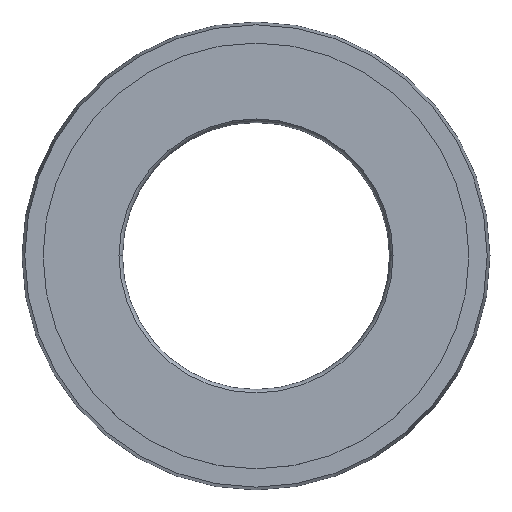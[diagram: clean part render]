
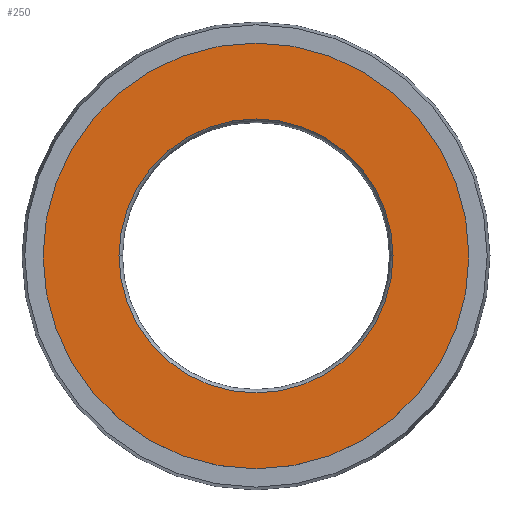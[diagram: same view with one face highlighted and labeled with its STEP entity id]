
A CAD part, top view. The second image highlights one B-rep face of the part: STEP entity #250.
In plain terms, the highlighted planar face has unit normal (0, 0, 1).
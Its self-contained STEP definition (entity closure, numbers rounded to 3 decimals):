
#3 = EDGE_CURVE ( 'NONE', #195, #377, #168, .T. ) ;
#18 = CARTESIAN_POINT ( 'NONE',  ( 15.15, 0., 0. ) ) ;
#29 = AXIS2_PLACEMENT_3D ( 'NONE', #395, #638, #442 ) ;
#31 = ORIENTED_EDGE ( 'NONE', *, *, #527, .T. ) ;
#34 = CARTESIAN_POINT ( 'NONE',  ( -9.75, 0., 0. ) ) ;
#62 = CARTESIAN_POINT ( 'NONE',  ( 0., 0., 0. ) ) ;
#74 = CIRCLE ( 'NONE', #97, 9.75 ) ;
#84 = ORIENTED_EDGE ( 'NONE', *, *, #3, .F. ) ;
#97 = AXIS2_PLACEMENT_3D ( 'NONE', #199, #343, #401 ) ;
#107 = FACE_BOUND ( 'NONE', #138, .T. ) ;
#138 = EDGE_LOOP ( 'NONE', ( #84, #523 ) ) ;
#159 = ORIENTED_EDGE ( 'NONE', *, *, #323, .T. ) ;
#168 = CIRCLE ( 'NONE', #219, 9.75 ) ;
#195 = VERTEX_POINT ( 'NONE', #506 ) ;
#199 = CARTESIAN_POINT ( 'NONE',  ( 0., 0., 0. ) ) ;
#206 = CARTESIAN_POINT ( 'NONE',  ( 0., 0., 0. ) ) ;
#212 = DIRECTION ( 'NONE',  ( 1., 0., 0. ) ) ;
#214 = DIRECTION ( 'NONE',  ( -1., 0., 0. ) ) ;
#219 = AXIS2_PLACEMENT_3D ( 'NONE', #62, #467, #270 ) ;
#250 = ADVANCED_FACE ( 'NONE', ( #107, #492 ), #513, .F. ) ;
#254 = CARTESIAN_POINT ( 'NONE',  ( 0., 0., 0. ) ) ;
#270 = DIRECTION ( 'NONE',  ( 1., 0., 0. ) ) ;
#295 = VERTEX_POINT ( 'NONE', #18 ) ;
#299 = CIRCLE ( 'NONE', #504, 15.15 ) ;
#307 = DIRECTION ( 'NONE',  ( 0., 0., 1. ) ) ;
#323 = EDGE_CURVE ( 'NONE', #295, #578, #299, .T. ) ;
#339 = EDGE_LOOP ( 'NONE', ( #159, #31 ) ) ;
#343 = DIRECTION ( 'NONE',  ( 0., 0., 1. ) ) ;
#350 = DIRECTION ( 'NONE',  ( 0., 0., -1. ) ) ;
#377 = VERTEX_POINT ( 'NONE', #34 ) ;
#395 = CARTESIAN_POINT ( 'NONE',  ( 0., 0., 0. ) ) ;
#396 = AXIS2_PLACEMENT_3D ( 'NONE', #206, #350, #214 ) ;
#401 = DIRECTION ( 'NONE',  ( 1., 0., 0. ) ) ;
#442 = DIRECTION ( 'NONE',  ( 1., 0., 0. ) ) ;
#454 = CARTESIAN_POINT ( 'NONE',  ( -15.15, 0., 0. ) ) ;
#467 = DIRECTION ( 'NONE',  ( 0., 0., 1. ) ) ;
#492 = FACE_OUTER_BOUND ( 'NONE', #339, .T. ) ;
#504 = AXIS2_PLACEMENT_3D ( 'NONE', #254, #307, #212 ) ;
#506 = CARTESIAN_POINT ( 'NONE',  ( 9.75, 0., 0. ) ) ;
#513 = PLANE ( 'NONE',  #396 ) ;
#523 = ORIENTED_EDGE ( 'NONE', *, *, #550, .F. ) ;
#527 = EDGE_CURVE ( 'NONE', #578, #295, #595, .T. ) ;
#550 = EDGE_CURVE ( 'NONE', #377, #195, #74, .T. ) ;
#578 = VERTEX_POINT ( 'NONE', #454 ) ;
#595 = CIRCLE ( 'NONE', #29, 15.15 ) ;
#638 = DIRECTION ( 'NONE',  ( 0., 0., 1. ) ) ;
